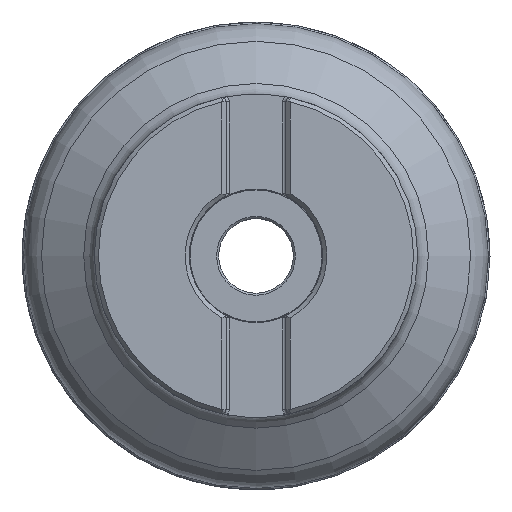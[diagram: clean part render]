
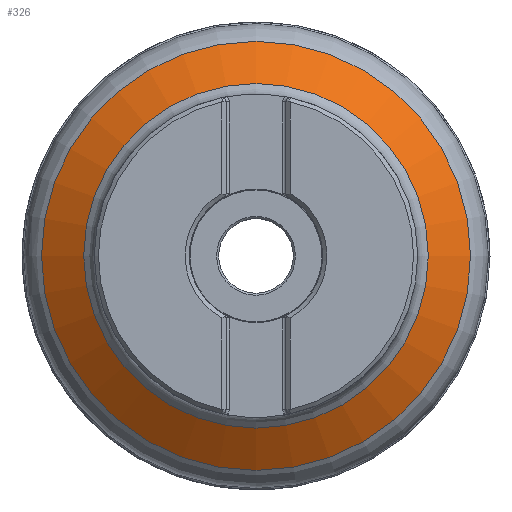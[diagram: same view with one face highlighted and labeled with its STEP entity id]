
A CAD part, top view. The second image highlights one B-rep face of the part: STEP entity #326.
In plain terms, the highlighted conical face has half-angle 55 degrees and reference radius 39 mm.
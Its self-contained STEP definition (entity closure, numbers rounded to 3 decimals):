
#136=CONICAL_SURFACE('',#1720,39.,55.);
#326=ADVANCED_FACE('',(#561,#562),#136,.T.);
#561=FACE_BOUND('',#658,.T.);
#562=FACE_BOUND('',#659,.T.);
#658=EDGE_LOOP('',(#822));
#659=EDGE_LOOP('',(#823));
#822=ORIENTED_EDGE('',*,*,#1249,.T.);
#823=ORIENTED_EDGE('',*,*,#1250,.T.);
#1128=VERTEX_POINT('',#2587);
#1129=VERTEX_POINT('',#2589);
#1249=EDGE_CURVE('',#1128,#1128,#1395,.T.);
#1250=EDGE_CURVE('',#1129,#1129,#1396,.T.);
#1395=CIRCLE('',#1718,51.736);
#1396=CIRCLE('',#1719,41.559);
#1718=AXIS2_PLACEMENT_3D('',#2586,#1994,#1995);
#1719=AXIS2_PLACEMENT_3D('',#2588,#1996,#1997);
#1720=AXIS2_PLACEMENT_3D('',#2590,#1998,#1999);
#1994=DIRECTION('',(0.,0.,1.));
#1995=DIRECTION('',(1.,0.,0.));
#1996=DIRECTION('',(0.,0.,-1.));
#1997=DIRECTION('',(-1.,0.,0.));
#1998=DIRECTION('',(0.,0.,-1.));
#1999=DIRECTION('',(-1.,0.,0.));
#2586=CARTESIAN_POINT('',(0.,0.,-24.918));
#2587=CARTESIAN_POINT('',(51.736,0.,-24.918));
#2588=CARTESIAN_POINT('',(0.,0.,-17.792));
#2589=CARTESIAN_POINT('',(-41.559,0.,-17.792));
#2590=CARTESIAN_POINT('',(0.,0.,-16.));
